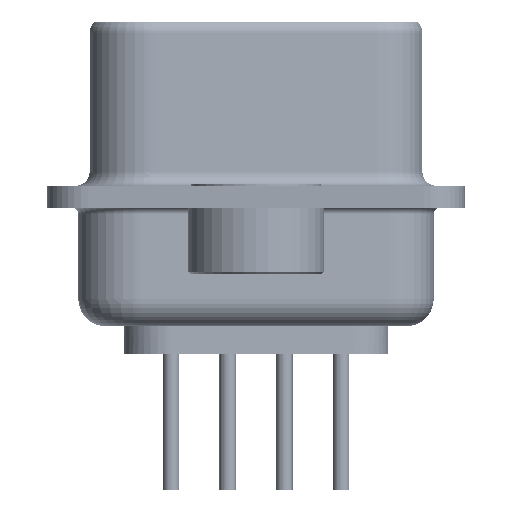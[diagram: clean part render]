
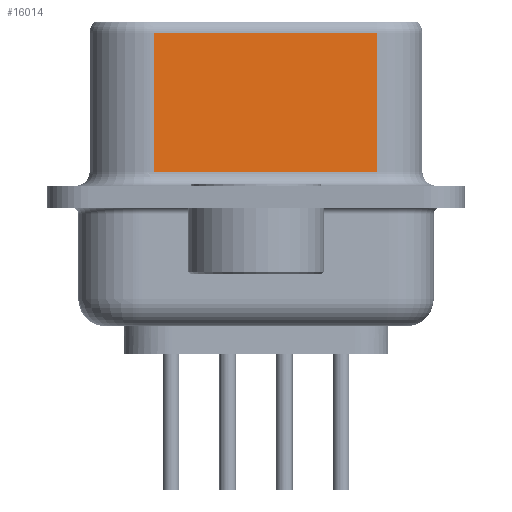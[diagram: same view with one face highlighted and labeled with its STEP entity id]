
A CAD part, left-side view. The second image highlights one B-rep face of the part: STEP entity #16014.
In plain terms, the highlighted planar face has unit normal (-0.985, -0.174, 0).
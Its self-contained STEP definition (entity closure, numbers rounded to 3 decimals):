
#482 = VECTOR ( 'NONE', #34600, 1000. ) ;
#5764 = PLANE ( 'NONE',  #41059 ) ;
#6796 = VERTEX_POINT ( 'NONE', #31176 ) ;
#8825 = CARTESIAN_POINT ( 'NONE',  ( 3.735, 3.753, 6.5 ) ) ;
#11752 = CARTESIAN_POINT ( 'NONE',  ( 3.735, 3.753, 0.9 ) ) ;
#14926 = DIRECTION ( 'NONE',  ( 0.174, -0.985, 0. ) ) ;
#15163 = CARTESIAN_POINT ( 'NONE',  ( 5.181, -4.447, 0.9 ) ) ;
#15931 = VERTEX_POINT ( 'NONE', #30590 ) ;
#15935 = LINE ( 'NONE', #8825, #482 ) ;
#16014 = ADVANCED_FACE ( 'NONE', ( #46417 ), #5764, .F. ) ;
#16065 = DIRECTION ( 'NONE',  ( 0., 0., -1. ) ) ;
#16298 = CARTESIAN_POINT ( 'NONE',  ( 5.181, -4.447, 6.5 ) ) ;
#17578 = DIRECTION ( 'NONE',  ( 0.985, 0.174, 0. ) ) ;
#19438 = VECTOR ( 'NONE', #16065, 1000. ) ;
#20092 = DIRECTION ( 'NONE',  ( -0.174, 0.985, 0. ) ) ;
#21063 = VECTOR ( 'NONE', #20092, 1000. ) ;
#21828 = ORIENTED_EDGE ( 'NONE', *, *, #24478, .T. ) ;
#22305 = EDGE_CURVE ( 'NONE', #41897, #45473, #15935, .T. ) ;
#23189 = EDGE_CURVE ( 'NONE', #6796, #15931, #44905, .T. ) ;
#23867 = CARTESIAN_POINT ( 'NONE',  ( 5.181, -4.447, 6. ) ) ;
#24431 = DIRECTION ( 'NONE',  ( -0.174, 0.985, 0. ) ) ;
#24478 = EDGE_CURVE ( 'NONE', #6796, #41897, #31193, .T. ) ;
#26279 = ORIENTED_EDGE ( 'NONE', *, *, #23189, .F. ) ;
#27767 = CARTESIAN_POINT ( 'NONE',  ( 5.181, -4.447, 6.5 ) ) ;
#30590 = CARTESIAN_POINT ( 'NONE',  ( 5.181, -4.447, 0.9 ) ) ;
#31176 = CARTESIAN_POINT ( 'NONE',  ( 5.181, -4.447, 6. ) ) ;
#31193 = LINE ( 'NONE', #23867, #21063 ) ;
#34600 = DIRECTION ( 'NONE',  ( 0., 0., -1. ) ) ;
#34699 = EDGE_CURVE ( 'NONE', #45473, #15931, #44004, .T. ) ;
#34797 = EDGE_LOOP ( 'NONE', ( #26279, #21828, #38735, #38959 ) ) ;
#38392 = CARTESIAN_POINT ( 'NONE',  ( 3.735, 3.753, 6. ) ) ;
#38735 = ORIENTED_EDGE ( 'NONE', *, *, #22305, .T. ) ;
#38959 = ORIENTED_EDGE ( 'NONE', *, *, #34699, .T. ) ;
#41059 = AXIS2_PLACEMENT_3D ( 'NONE', #27767, #17578, #24431 ) ;
#41897 = VERTEX_POINT ( 'NONE', #38392 ) ;
#43467 = VECTOR ( 'NONE', #14926, 1000. ) ;
#44004 = LINE ( 'NONE', #15163, #43467 ) ;
#44905 = LINE ( 'NONE', #16298, #19438 ) ;
#45473 = VERTEX_POINT ( 'NONE', #11752 ) ;
#46417 = FACE_OUTER_BOUND ( 'NONE', #34797, .T. ) ;
